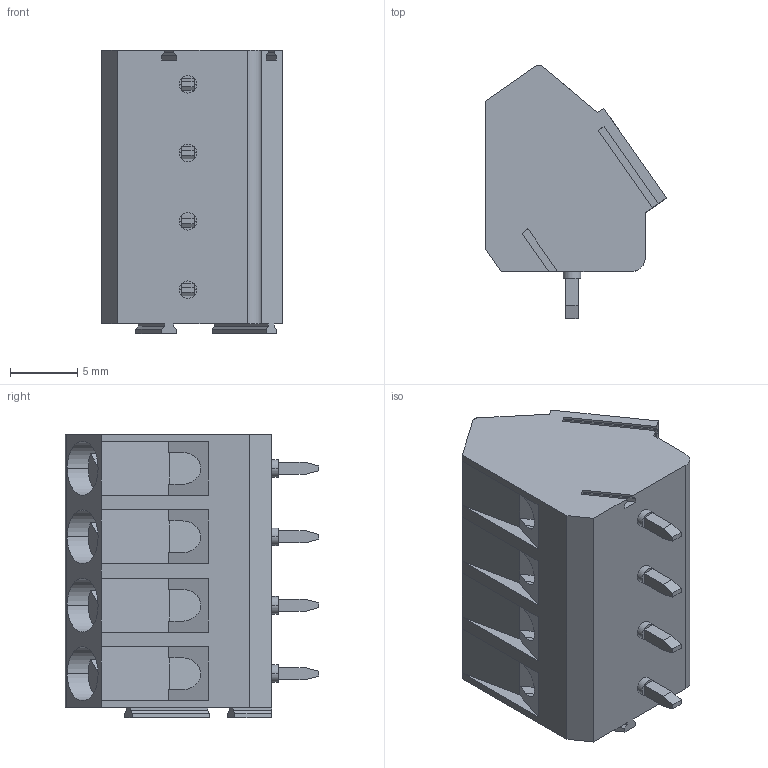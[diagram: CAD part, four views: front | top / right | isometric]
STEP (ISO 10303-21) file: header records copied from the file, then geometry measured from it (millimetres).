
FILE_DESCRIPTION(('SolidDesigner STEP Export'),'1');
FILE_NAME('smkdsp_1.5-4-5.08.stp','2000-06-28T18:16:00',(''),(''), 'SolidDesigner STEP processor Version: 7.0(Mar 1999)for AP214(CD)(Solid Model)', 'CoCreate SolidDesigner: 07.50 21-Dec-99(C) CoCreate Software GmbH','');
FILE_SCHEMA(('AUTOMOTIVE_DESIGN_CC2 {1 2 10303 214 -1 1 5 1}'));
Length unit declared in the file: millimetre
Products named in the file (2): smkdsp_1.5-4-5.08
Assembly tree (1 placements, depth 2):
  smkdsp_1.5-4-5.08
    smkdsp_1.5-4-5.08
Bounding box: 13.4 x 18.8 x 21.06 mm (x, y, z)
Volume: 2772 mm3; surface area: 1885.1 mm2
Topology: 1 solids, 1 shells, 260 faces, 678 edges, 444 vertices
Faces by surface type: plane 188, cylinder 64, sphere 8
Entity records: 9599 total; most frequent: ORIENTED_EDGE 1356, CARTESIAN_POINT 1288, DIRECTION 1194, EDGE_CURVE 678, VECTOR 494, LINE 494, VERTEX_POINT 444, AXIS2_PLACEMENT_3D 350
